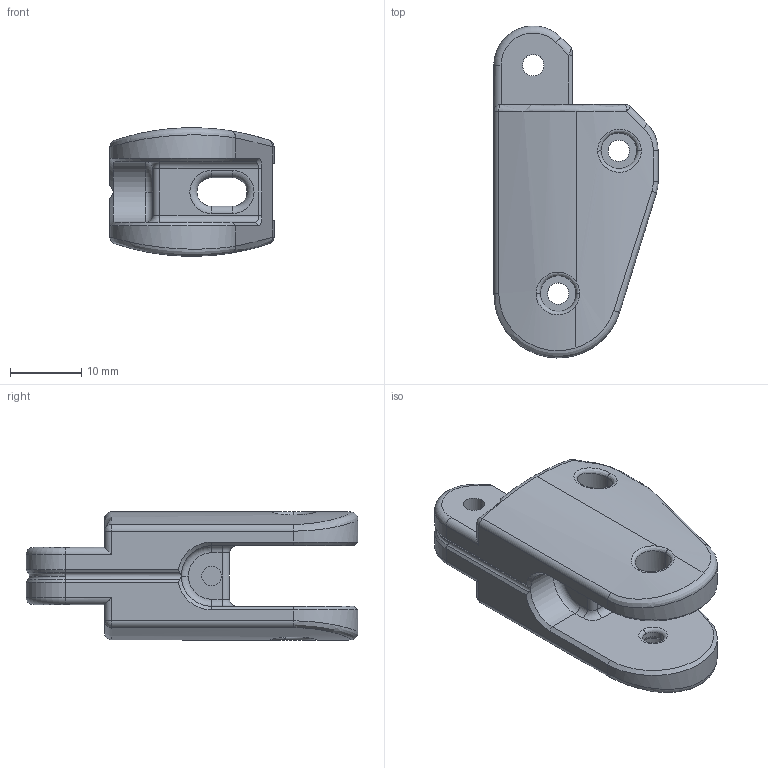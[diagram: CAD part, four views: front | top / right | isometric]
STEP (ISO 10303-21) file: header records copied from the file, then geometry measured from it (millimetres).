
FILE_DESCRIPTION (( 'STEP AP214' ), '1' );
FILE_NAME ('PPJOINT.STEP', '2025-01-21T01:43:59', ( '' ), ( '' ), 'SwSTEP 2.0', 'SolidWorks 2025', '' );
FILE_SCHEMA (( 'AUTOMOTIVE_DESIGN' ));
Length unit declared in the file: millimetre
Products named in the file (1): PPJOINT
Bounding box: 23 x 46.49 x 18 mm (x, y, z)
Volume: 7871.3 mm3; surface area: 4315.4 mm2
Topology: 1 solids, 1 shells, 172 faces, 424 edges, 252 vertices
Faces by surface type: cylinder 61, plane 40, bspline 33, torus 30, sphere 4, cone 4
Entity records: 8725 total; most frequent: CARTESIAN_POINT 4858, ORIENTED_EDGE 836, DIRECTION 777, EDGE_CURVE 418, AXIS2_PLACEMENT_3D 319, VERTEX_POINT 252, EDGE_LOOP 188, CIRCLE 179
